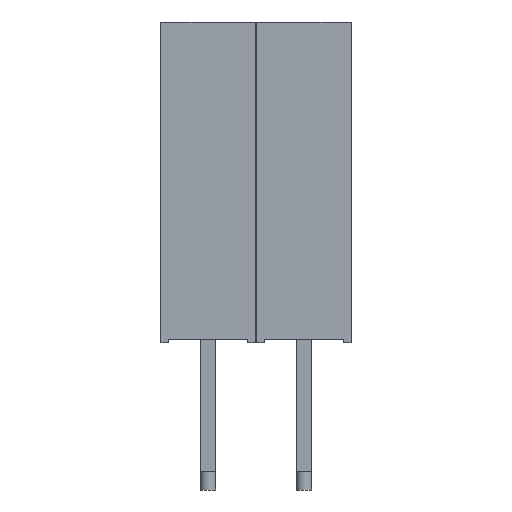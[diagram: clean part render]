
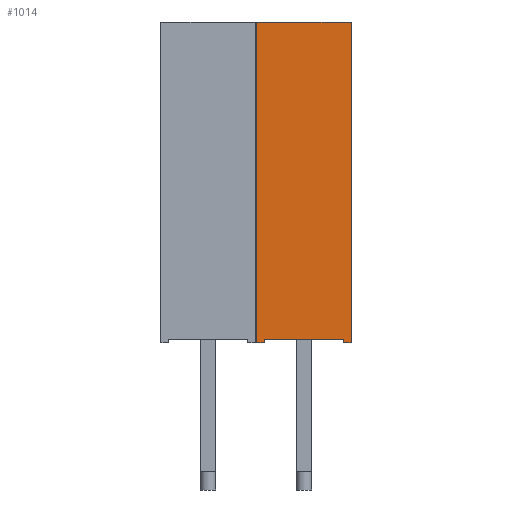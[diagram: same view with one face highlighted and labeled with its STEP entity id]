
A CAD part, left-side view. The second image highlights one B-rep face of the part: STEP entity #1014.
In plain terms, the highlighted planar face has unit normal (-1, 0, 0).
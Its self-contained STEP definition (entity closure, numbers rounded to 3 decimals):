
#1014=ADVANCED_FACE('',(#1239),#1241,.T.);
#1239=FACE_BOUND('',#1240,.T.);
#1240=EDGE_LOOP('',(#1405,#1406,#1407,#1408,#1409,#1410,#1411,#1412));
#1241=PLANE('',#1242);
#1242=AXIS2_PLACEMENT_3D('',#1243,#1244,#1245);
#1243=CARTESIAN_POINT('',(0.,2.5,0.));
#1244=DIRECTION('',(-1.,0.,0.));
#1245=DIRECTION('',(0.,-1.,0.));
#1405=ORIENTED_EDGE('',*,*,#1508,.T.);
#1406=ORIENTED_EDGE('',*,*,#1497,.T.);
#1407=ORIENTED_EDGE('',*,*,#1507,.T.);
#1408=ORIENTED_EDGE('',*,*,#1509,.T.);
#1409=ORIENTED_EDGE('',*,*,#1510,.T.);
#1410=ORIENTED_EDGE('',*,*,#1511,.F.);
#1411=ORIENTED_EDGE('',*,*,#1512,.F.);
#1412=ORIENTED_EDGE('',*,*,#1513,.T.);
#1497=EDGE_CURVE('',#1574,#1572,#1575,.T.);
#1507=EDGE_CURVE('',#1572,#1590,#1592,.F.);
#1508=EDGE_CURVE('',#1593,#1574,#1594,.F.);
#1509=EDGE_CURVE('',#1590,#1595,#1596,.T.);
#1510=EDGE_CURVE('',#1595,#1597,#1598,.T.);
#1511=EDGE_CURVE('',#1599,#1597,#1600,.T.);
#1512=EDGE_CURVE('',#1601,#1599,#1602,.T.);
#1513=EDGE_CURVE('',#1601,#1593,#1603,.T.);
#1572=VERTEX_POINT('',#1716);
#1574=VERTEX_POINT('',#1720);
#1575=LINE('',#1721,#1722);
#1590=VERTEX_POINT('',#1754);
#1592=LINE('',#1758,#1759);
#1593=VERTEX_POINT('',#1761);
#1594=LINE('',#1762,#1763);
#1595=VERTEX_POINT('',#1765);
#1596=LINE('',#1766,#1767);
#1597=VERTEX_POINT('',#1769);
#1598=LINE('',#1770,#1771);
#1599=VERTEX_POINT('',#1773);
#1600=LINE('',#1774,#1775);
#1601=VERTEX_POINT('',#1777);
#1602=LINE('',#1778,#1779);
#1603=LINE('',#1781,#1782);
#1716=CARTESIAN_POINT('',(0.,0.2,0.1));
#1720=CARTESIAN_POINT('',(0.,2.3,0.1));
#1721=CARTESIAN_POINT('',(0.,2.3,0.1));
#1722=VECTOR('',#1723,1.);
#1723=DIRECTION('',(0.,-1.,0.));
#1754=CARTESIAN_POINT('',(0.,0.2,0.));
#1758=CARTESIAN_POINT('',(0.,0.2,0.));
#1759=VECTOR('',#1760,1.);
#1760=DIRECTION('',(0.,0.,1.));
#1761=CARTESIAN_POINT('',(0.,2.3,0.));
#1762=CARTESIAN_POINT('',(0.,2.3,0.1));
#1763=VECTOR('',#1764,1.);
#1764=DIRECTION('',(0.,0.,-1.));
#1765=CARTESIAN_POINT('',(0.,0.,0.));
#1766=CARTESIAN_POINT('',(0.,0.2,0.));
#1767=VECTOR('',#1768,1.);
#1768=DIRECTION('',(0.,-1.,0.));
#1769=CARTESIAN_POINT('',(0.,0.,8.5));
#1770=CARTESIAN_POINT('',(0.,0.,0.));
#1771=VECTOR('',#1772,1.);
#1772=DIRECTION('',(0.,0.,1.));
#1773=CARTESIAN_POINT('',(0.,2.5,8.5));
#1774=CARTESIAN_POINT('',(0.,2.5,8.5));
#1775=VECTOR('',#1776,1.);
#1776=DIRECTION('',(0.,-1.,0.));
#1777=CARTESIAN_POINT('',(0.,2.5,0.));
#1778=CARTESIAN_POINT('',(0.,2.5,0.));
#1779=VECTOR('',#1780,1.);
#1780=DIRECTION('',(0.,0.,1.));
#1781=CARTESIAN_POINT('',(0.,2.5,0.));
#1782=VECTOR('',#1783,1.);
#1783=DIRECTION('',(0.,-1.,0.));
